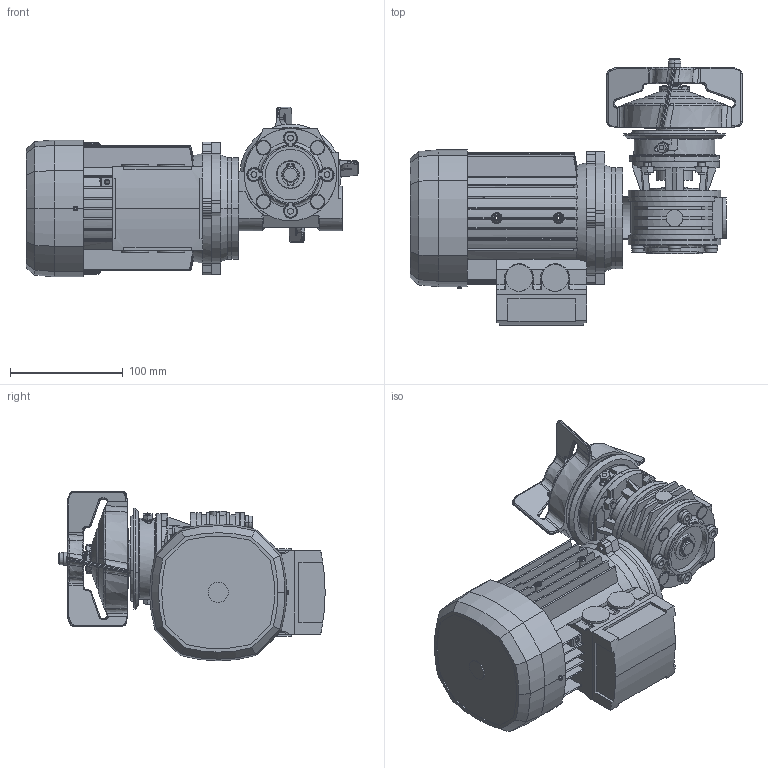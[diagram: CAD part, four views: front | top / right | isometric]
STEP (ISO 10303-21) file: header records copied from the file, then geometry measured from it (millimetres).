
FILE_DESCRIPTION (( 'STEP AP203' ), '1' );
FILE_NAME ('Complete Mixer GMP100 E0, standard (IEC).STEP', '2007-05-28T14:55:46', ( ' ' ), ( ' ' ), 'SwSTEP 2.0', 'SolidWorks 2005235', '' );
FILE_SCHEMA (( 'CONFIG_CONTROL_DESIGN' ));
Length unit declared in the file: millimetre
Products named in the file (1): Complete Mixer GMP100 E0, standard (IEC)
Bounding box: 295 x 236.52 x 150.8 mm (x, y, z)
Surface area: 327586.5 mm2 (no closed solid volume)
Topology: 0 solids, 47 shells, 1201 faces, 3858 edges, 2587 vertices
Faces by surface type: plane 422, cylinder 395, bspline 171, cone 135, torus 76, sphere 2
Entity records: 59034 total; most frequent: CARTESIAN_POINT 27187, ORIENTED_EDGE 6617, DIRECTION 6237, EDGE_CURVE 3849, VERTEX_POINT 2585, AXIS2_PLACEMENT_3D 2388, VECTOR 1461, LINE 1461
